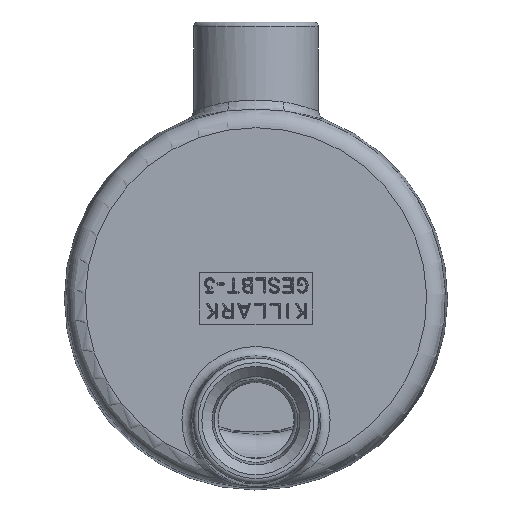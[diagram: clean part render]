
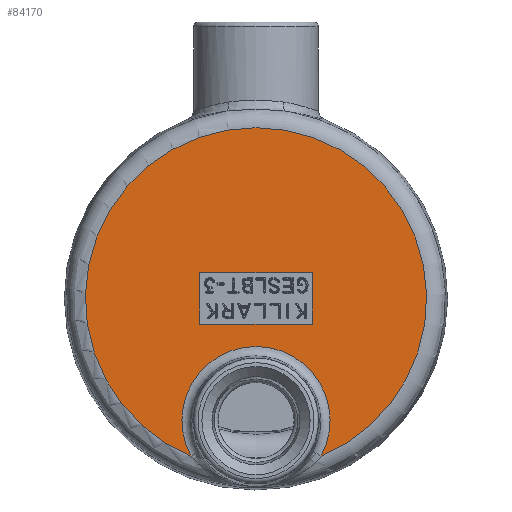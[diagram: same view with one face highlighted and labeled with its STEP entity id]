
A CAD part, front view. The second image highlights one B-rep face of the part: STEP entity #84170.
In plain terms, the highlighted planar face has unit normal (0, -1, 0).
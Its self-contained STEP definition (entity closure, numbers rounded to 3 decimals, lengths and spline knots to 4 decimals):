
#5449=FACE_BOUND('',#32140,.T.);
#6198=PLANE('',#88468);
#8974=LINE('',#116021,#17719);
#8977=LINE('',#116026,#17722);
#8979=LINE('',#116030,#17724);
#8981=LINE('',#116033,#17726);
#17719=VECTOR('',#92012,0.3937);
#17722=VECTOR('',#92017,0.3937);
#17724=VECTOR('',#92021,0.3937);
#17726=VECTOR('',#92025,0.3937);
#27365=FACE_OUTER_BOUND('',#32139,.T.);
#32139=EDGE_LOOP('',(#63959,#63960,#63961));
#32140=EDGE_LOOP('',(#63962,#63963,#63964,#63965));
#36051=CIRCLE('',#87862,0.9848);
#36052=CIRCLE('',#87864,2.2673);
#36055=CIRCLE('',#87867,2.2673);
#36446=VERTEX_POINT('',#107569);
#36447=VERTEX_POINT('',#107571);
#36448=VERTEX_POINT('',#107591);
#36908=VERTEX_POINT('',#116019);
#36909=VERTEX_POINT('',#116020);
#36910=VERTEX_POINT('',#116025);
#36911=VERTEX_POINT('',#116029);
#44962=EDGE_CURVE('',#36447,#36446,#36051,.T.);
#44963=EDGE_CURVE('',#36446,#36448,#36052,.T.);
#44968=EDGE_CURVE('',#36448,#36447,#36055,.T.);
#45655=EDGE_CURVE('',#36908,#36909,#8974,.T.);
#45658=EDGE_CURVE('',#36910,#36908,#8977,.T.);
#45660=EDGE_CURVE('',#36911,#36910,#8979,.T.);
#45662=EDGE_CURVE('',#36909,#36911,#8981,.T.);
#63959=ORIENTED_EDGE('',*,*,#44962,.F.);
#63960=ORIENTED_EDGE('',*,*,#44968,.F.);
#63961=ORIENTED_EDGE('',*,*,#44963,.F.);
#63962=ORIENTED_EDGE('',*,*,#45655,.T.);
#63963=ORIENTED_EDGE('',*,*,#45662,.T.);
#63964=ORIENTED_EDGE('',*,*,#45660,.T.);
#63965=ORIENTED_EDGE('',*,*,#45658,.T.);
#84170=ADVANCED_FACE('',(#27365,#5449),#6198,.T.);
#87862=AXIS2_PLACEMENT_3D('',#107589,#91451,#91452);
#87864=AXIS2_PLACEMENT_3D('',#107592,#91455,#91456);
#87867=AXIS2_PLACEMENT_3D('',#107608,#91461,#91462);
#88468=AXIS2_PLACEMENT_3D('',#144681,#94063,#94064);
#91451=DIRECTION('center_axis',(0.,-1.,0.));
#91452=DIRECTION('ref_axis',(0.,0.,
1.));
#91455=DIRECTION('center_axis',(0.,1.,0.));
#91456=DIRECTION('ref_axis',(-1.,0.,0.));
#91461=DIRECTION('center_axis',(0.,1.,0.));
#91462=DIRECTION('ref_axis',(-1.,0.,0.));
#92012=DIRECTION('',(-1.,0.,0.));
#92017=DIRECTION('',(0.,0.,-1.));
#92021=DIRECTION('',(1.,0.,0.));
#92025=DIRECTION('',(0.,0.,1.));
#94063=DIRECTION('center_axis',(0.,-1.,0.));
#94064=DIRECTION('ref_axis',(0.,0.,-1.));
#107569=CARTESIAN_POINT('',(-0.8651,-1.0938,-2.0957));
#107571=CARTESIAN_POINT('',(0.8651,-1.0938,-2.0957));
#107589=CARTESIAN_POINT('Origin',(0.,-1.0938,-1.625));
#107591=CARTESIAN_POINT('',(0.,-1.0938,2.2673));
#107592=CARTESIAN_POINT('Origin',(0.,-1.0938,0.));
#107608=CARTESIAN_POINT('Origin',(0.,-1.0938,0.));
#116019=CARTESIAN_POINT('',(0.75,-1.0938,-0.3438));
#116020=CARTESIAN_POINT('',(-0.75,-1.0938,-0.3438));
#116021=CARTESIAN_POINT('',(0.375,-1.0938,-0.3438));
#116025=CARTESIAN_POINT('',(0.75,-1.0938,0.3438));
#116026=CARTESIAN_POINT('',(0.75,-1.0938,0.1719));
#116029=CARTESIAN_POINT('',(-0.75,-1.0938,0.3438));
#116030=CARTESIAN_POINT('',(-0.375,-1.0938,0.3438));
#116033=CARTESIAN_POINT('',(-0.75,-1.0938,-0.1719));
#144681=CARTESIAN_POINT('Origin',(0.,-1.0938,0.));
